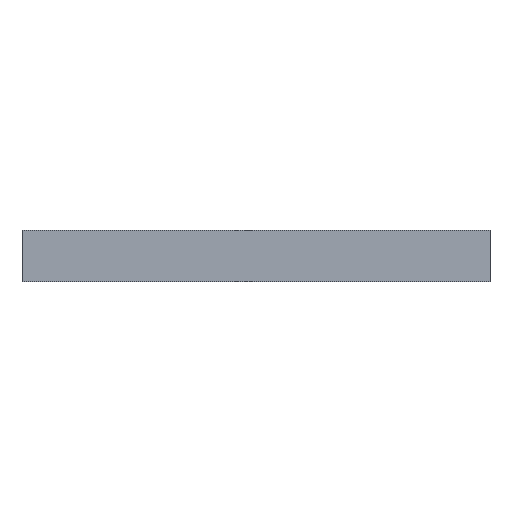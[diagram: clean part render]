
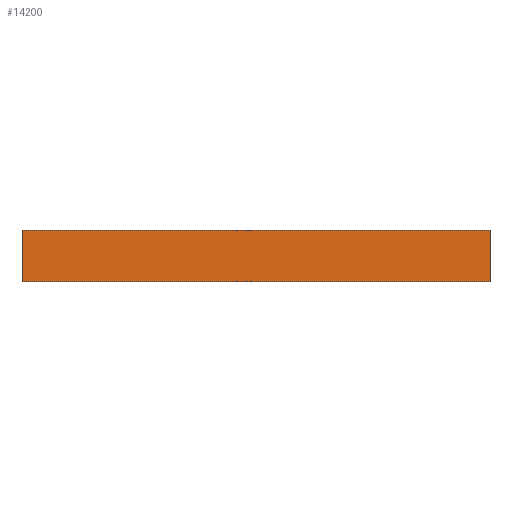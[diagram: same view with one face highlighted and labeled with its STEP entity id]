
A CAD part, left-side view. The second image highlights one B-rep face of the part: STEP entity #14200.
In plain terms, the highlighted planar face has unit normal (-1, 0, 0).
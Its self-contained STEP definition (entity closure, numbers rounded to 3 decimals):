
#280 = CARTESIAN_POINT ( 'NONE',  ( -78., -78., 17. ) ) ;
#522 = CARTESIAN_POINT ( 'NONE',  ( -78., -78., 17. ) ) ;
#790 = VERTEX_POINT ( 'NONE', #9339 ) ;
#1058 = LINE ( 'NONE', #17619, #16401 ) ;
#1583 = VERTEX_POINT ( 'NONE', #15809 ) ;
#2772 = VERTEX_POINT ( 'NONE', #3085 ) ;
#3085 = CARTESIAN_POINT ( 'NONE',  ( -78., -78., 0. ) ) ;
#3141 = LINE ( 'NONE', #9174, #11894 ) ;
#3612 = DIRECTION ( 'NONE',  ( 1., 0., 0. ) ) ;
#4303 = EDGE_CURVE ( 'NONE', #11568, #2772, #1058, .T. ) ;
#5054 = DIRECTION ( 'NONE',  ( 0., 0., -1. ) ) ;
#5642 = ORIENTED_EDGE ( 'NONE', *, *, #15368, .T. ) ;
#6318 = DIRECTION ( 'NONE',  ( 0., 0., -1. ) ) ;
#6744 = PLANE ( 'NONE',  #10271 ) ;
#7916 = EDGE_CURVE ( 'NONE', #790, #2772, #19228, .T. ) ;
#8648 = CARTESIAN_POINT ( 'NONE',  ( -78., -78., 17. ) ) ;
#9174 = CARTESIAN_POINT ( 'NONE',  ( -78., 78., 17. ) ) ;
#9339 = CARTESIAN_POINT ( 'NONE',  ( -78., 78., 0. ) ) ;
#10271 = AXIS2_PLACEMENT_3D ( 'NONE', #522, #3612, #5054 ) ;
#10325 = ORIENTED_EDGE ( 'NONE', *, *, #4303, .F. ) ;
#10934 = VECTOR ( 'NONE', #15950, 1000. ) ;
#11568 = VERTEX_POINT ( 'NONE', #8648 ) ;
#11894 = VECTOR ( 'NONE', #6318, 1000. ) ;
#12749 = ORIENTED_EDGE ( 'NONE', *, *, #7916, .T. ) ;
#13230 = EDGE_CURVE ( 'NONE', #1583, #11568, #17464, .T. ) ;
#13292 = VECTOR ( 'NONE', #14356, 1000. ) ;
#13323 = EDGE_LOOP ( 'NONE', ( #12749, #10325, #17109, #5642 ) ) ;
#14200 = ADVANCED_FACE ( 'NONE', ( #18391 ), #6744, .F. ) ;
#14356 = DIRECTION ( 'NONE',  ( 0., -1., 0. ) ) ;
#15368 = EDGE_CURVE ( 'NONE', #1583, #790, #3141, .T. ) ;
#15809 = CARTESIAN_POINT ( 'NONE',  ( -78., 78., 17. ) ) ;
#15950 = DIRECTION ( 'NONE',  ( 0., -1., 0. ) ) ;
#16401 = VECTOR ( 'NONE', #19219, 1000. ) ;
#17109 = ORIENTED_EDGE ( 'NONE', *, *, #13230, .F. ) ;
#17464 = LINE ( 'NONE', #280, #13292 ) ;
#17619 = CARTESIAN_POINT ( 'NONE',  ( -78., -78., 17. ) ) ;
#18391 = FACE_OUTER_BOUND ( 'NONE', #13323, .T. ) ;
#18857 = CARTESIAN_POINT ( 'NONE',  ( -78., -78., 0. ) ) ;
#19219 = DIRECTION ( 'NONE',  ( 0., 0., -1. ) ) ;
#19228 = LINE ( 'NONE', #18857, #10934 ) ;
